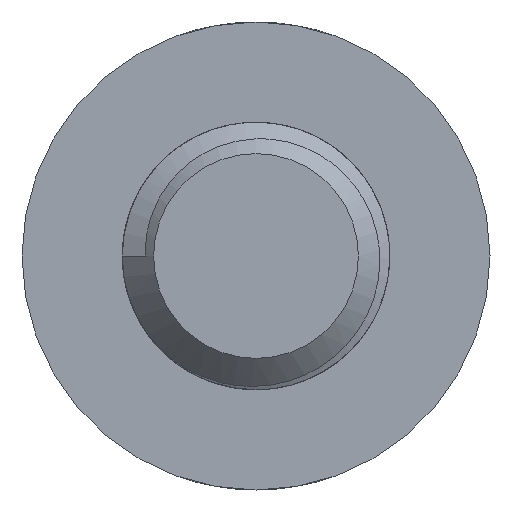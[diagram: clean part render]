
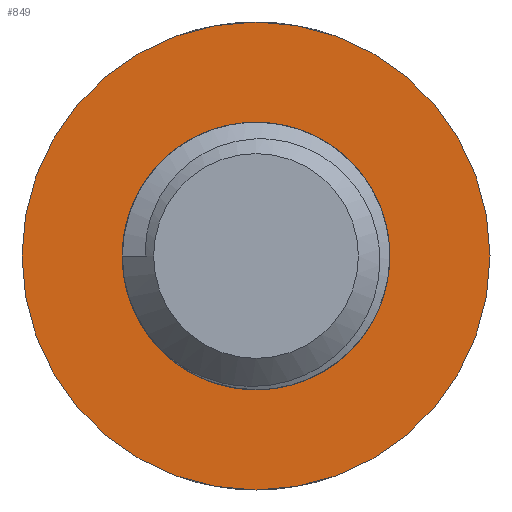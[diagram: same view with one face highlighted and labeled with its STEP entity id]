
A CAD part, left-side view. The second image highlights one B-rep face of the part: STEP entity #849.
In plain terms, the highlighted face is planar.
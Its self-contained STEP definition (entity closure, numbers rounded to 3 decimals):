
#24=PLANE('',#928);
#36=FACE_BOUND('',#176,.T.);
#45=CIRCLE('',#898,4.);
#48=CIRCLE('',#914,7.);
#57=CIRCLE('',#929,4.);
#121=FACE_OUTER_BOUND('',#175,.T.);
#175=EDGE_LOOP('',(#664));
#176=EDGE_LOOP('',(#665,#666));
#358=VERTEX_POINT('',#1648);
#359=VERTEX_POINT('',#1663);
#385=VERTEX_POINT('',#2521);
#451=EDGE_CURVE('',#358,#359,#45,.T.);
#490=EDGE_CURVE('',#385,#385,#48,.T.);
#505=EDGE_CURVE('',#359,#358,#57,.T.);
#664=ORIENTED_EDGE('',*,*,#490,.F.);
#665=ORIENTED_EDGE('',*,*,#451,.F.);
#666=ORIENTED_EDGE('',*,*,#505,.F.);
#849=ADVANCED_FACE('',(#121,#36),#24,.F.);
#898=AXIS2_PLACEMENT_3D('',#1664,#996,#997);
#914=AXIS2_PLACEMENT_3D('',#2523,#1040,#1041);
#928=AXIS2_PLACEMENT_3D('',#2647,#1070,#1071);
#929=AXIS2_PLACEMENT_3D('',#2648,#1072,#1073);
#996=DIRECTION('center_axis',(0.,0.,-1.));
#997=DIRECTION('ref_axis',(1.,0.,0.));
#1040=DIRECTION('center_axis',(0.,0.,1.));
#1041=DIRECTION('ref_axis',(1.,0.,0.));
#1070=DIRECTION('center_axis',(0.,0.,1.));
#1071=DIRECTION('ref_axis',(1.,0.,0.));
#1072=DIRECTION('center_axis',(0.,0.,-1.));
#1073=DIRECTION('ref_axis',(1.,0.,0.));
#1648=CARTESIAN_POINT('',(-1.243,3.802,-4.4));
#1663=CARTESIAN_POINT('',(1.809,3.568,-4.4));
#1664=CARTESIAN_POINT('Origin',(0.,0.,-4.4));
#2521=CARTESIAN_POINT('',(-7.,0.,-4.4));
#2523=CARTESIAN_POINT('Origin',(0.,0.,-4.4));
#2647=CARTESIAN_POINT('Origin',(0.,-7.,-4.4));
#2648=CARTESIAN_POINT('Origin',(0.,0.,-4.4));
